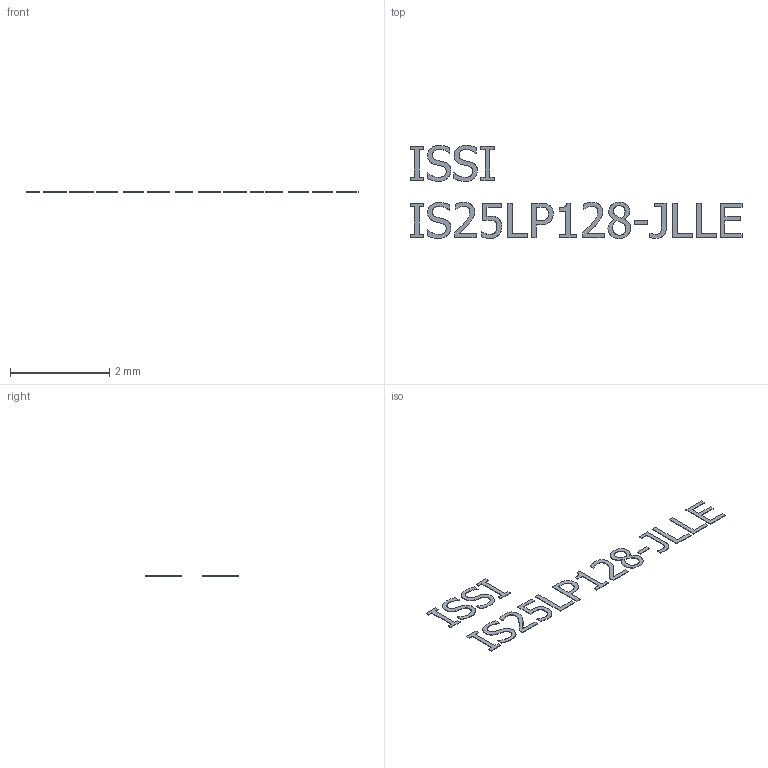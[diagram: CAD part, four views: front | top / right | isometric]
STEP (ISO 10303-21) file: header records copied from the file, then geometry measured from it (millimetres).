
FILE_DESCRIPTION( ( '' ), ' ' );
FILE_NAME( '5b86d2a0998e1a0ed45abba0.step', '2018-08-29T17:06:40', ( '' ), ( '' ), ' ', ' ', ' ' );
FILE_SCHEMA( ( 'AUTOMOTIVE_DESIGN { 1 0 10303 214 1 1 1 1 }' ) );
Length unit declared in the file: metre
Products named in the file (18): Open CASCADE STEP translator 6.8 1
Bounding box: 6.7 x 1.88 x 0.01 mm (x, y, z)
Volume: 0 mm3; surface area: 4.5 mm2
Topology: 18 solids, 18 shells, 280 faces, 741 edges, 494 vertices
Faces by surface type: plane 164, extrusion 95, cylinder 9, bspline 9, sphere 3
Entity records: 15562 total; most frequent: CARTESIAN_POINT 3031, ORIENTED_EDGE 1464, STYLED_ITEM 1012, PRESENTATION_STYLE_ASSIGNMENT 1012, COLOUR_RGB 1012, DIRECTION 1008, EDGE_CURVE 732, CURVE_STYLE 732
